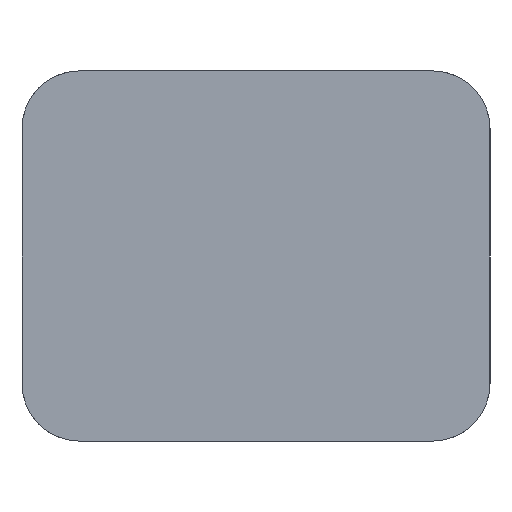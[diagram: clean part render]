
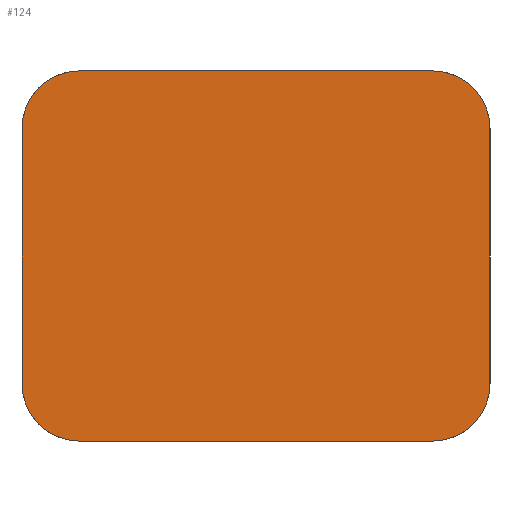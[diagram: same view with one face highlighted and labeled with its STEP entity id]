
A CAD part, left-side view. The second image highlights one B-rep face of the part: STEP entity #124.
In plain terms, the highlighted planar face has unit normal (-1, 0, 0).
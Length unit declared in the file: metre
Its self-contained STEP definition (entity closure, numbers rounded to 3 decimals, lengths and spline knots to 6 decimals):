
#124 = ADVANCED_FACE( '', ( #250 ), #251, .T. );
#250 = FACE_OUTER_BOUND( '', #371, .T. );
#251 = PLANE( '', #372 );
#371 = EDGE_LOOP( '', ( #683, #684, #685, #686, #687, #688, #689, #690 ) );
#372 = AXIS2_PLACEMENT_3D( '', #691, #692, #693 );
#683 = ORIENTED_EDGE( '', *, *, #798, .F. );
#684 = ORIENTED_EDGE( '', *, *, #853, .T. );
#685 = ORIENTED_EDGE( '', *, *, #856, .T. );
#686 = ORIENTED_EDGE( '', *, *, #857, .T. );
#687 = ORIENTED_EDGE( '', *, *, #830, .T. );
#688 = ORIENTED_EDGE( '', *, *, #848, .T. );
#689 = ORIENTED_EDGE( '', *, *, #841, .F. );
#690 = ORIENTED_EDGE( '', *, *, #807, .T. );
#691 = CARTESIAN_POINT( '', ( -0.013297, 0., 0.0076 ) );
#692 = DIRECTION( '', ( -1., 0., 0. ) );
#693 = DIRECTION( '', ( 0., 0., 1. ) );
#798 = EDGE_CURVE( '', #978, #980, #981, .T. );
#807 = EDGE_CURVE( '', #993, #980, #994, .T. );
#830 = EDGE_CURVE( '', #1025, #1023, #1026, .T. );
#841 = EDGE_CURVE( '', #993, #1039, #1040, .T. );
#848 = EDGE_CURVE( '', #1023, #1039, #1048, .T. );
#853 = EDGE_CURVE( '', #978, #1053, #1055, .T. );
#856 = EDGE_CURVE( '', #1053, #1058, #1059, .T. );
#857 = EDGE_CURVE( '', #1058, #1025, #1060, .T. );
#978 = VERTEX_POINT( '', #1219 );
#980 = VERTEX_POINT( '', #1222 );
#981 = LINE( '', #1223, #1224 );
#993 = VERTEX_POINT( '', #1241 );
#994 = CIRCLE( '', #1242, 0.0015 );
#1023 = VERTEX_POINT( '', #1282 );
#1025 = VERTEX_POINT( '', #1285 );
#1026 = LINE( '', #1286, #1287 );
#1039 = VERTEX_POINT( '', #1304 );
#1040 = LINE( '', #1305, #1306 );
#1048 = CIRCLE( '', #1316, 0.0015 );
#1053 = VERTEX_POINT( '', #1321 );
#1055 = CIRCLE( '', #1324, 0.0015 );
#1058 = VERTEX_POINT( '', #1327 );
#1059 = LINE( '', #1328, #1329 );
#1060 = CIRCLE( '', #1330, 0.0015 );
#1219 = CARTESIAN_POINT( '', ( -0.013297, -0.006068, 0.0071 ) );
#1222 = CARTESIAN_POINT( '', ( -0.013297, -0.006068, 0.0005 ) );
#1223 = CARTESIAN_POINT( '', ( -0.013297, -0.006068, 0.0076 ) );
#1224 = VECTOR( '', #1438, 1. );
#1241 = CARTESIAN_POINT( '', ( -0.013297, -0.004568, -0.001 ) );
#1242 = AXIS2_PLACEMENT_3D( '', #1450, #1451, #1452 );
#1282 = CARTESIAN_POINT( '', ( -0.013297, 0.006068, 0.0005 ) );
#1285 = CARTESIAN_POINT( '', ( -0.013297, 0.006068, 0.0071 ) );
#1286 = CARTESIAN_POINT( '', ( -0.013297, 0.006068, 0.0076 ) );
#1287 = VECTOR( '', #1477, 1. );
#1304 = CARTESIAN_POINT( '', ( -0.013297, 0.004568, -0.001 ) );
#1305 = CARTESIAN_POINT( '', ( -0.013297, 0., -0.001 ) );
#1306 = VECTOR( '', #1488, 1. );
#1316 = AXIS2_PLACEMENT_3D( '', #1497, #1498, #1499 );
#1321 = CARTESIAN_POINT( '', ( -0.013297, -0.004568, 0.0086 ) );
#1324 = AXIS2_PLACEMENT_3D( '', #1504, #1505, #1506 );
#1327 = CARTESIAN_POINT( '', ( -0.013297, 0.004568, 0.0086 ) );
#1328 = CARTESIAN_POINT( '', ( -0.013297, 0., 0.0086 ) );
#1329 = VECTOR( '', #1507, 1. );
#1330 = AXIS2_PLACEMENT_3D( '', #1508, #1509, #1510 );
#1438 = DIRECTION( '', ( 0., 0., -1. ) );
#1450 = CARTESIAN_POINT( '', ( -0.013297, -0.004568, 0.0005 ) );
#1451 = DIRECTION( '', ( -1., 0., 0. ) );
#1452 = DIRECTION( '', ( 0., 0., 1. ) );
#1477 = DIRECTION( '', ( 0., 0., -1. ) );
#1488 = DIRECTION( '', ( 0., 1., 0. ) );
#1497 = CARTESIAN_POINT( '', ( -0.013297, 0.004568, 0.0005 ) );
#1498 = DIRECTION( '', ( -1., 0., 0. ) );
#1499 = DIRECTION( '', ( 0., 0., 1. ) );
#1504 = CARTESIAN_POINT( '', ( -0.013297, -0.004568, 0.0071 ) );
#1505 = DIRECTION( '', ( -1., 0., 0. ) );
#1506 = DIRECTION( '', ( 0., 0., 1. ) );
#1507 = DIRECTION( '', ( 0., 1., 0. ) );
#1508 = CARTESIAN_POINT( '', ( -0.013297, 0.004568, 0.0071 ) );
#1509 = DIRECTION( '', ( -1., 0., 0. ) );
#1510 = DIRECTION( '', ( 0., 0., 1. ) );
